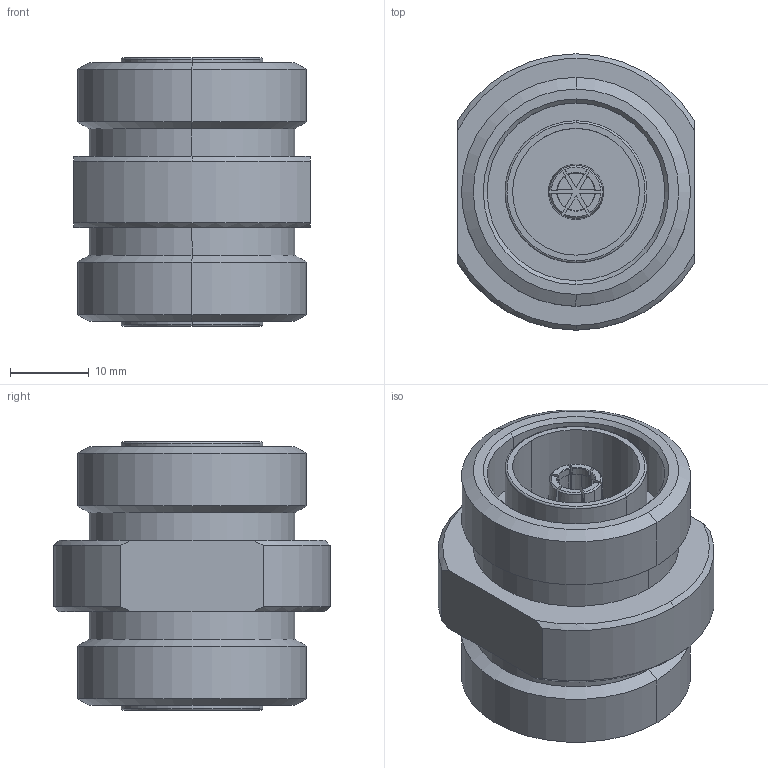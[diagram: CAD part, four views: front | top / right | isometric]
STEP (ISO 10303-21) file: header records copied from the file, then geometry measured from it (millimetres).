
FILE_DESCRIPTION (( 'STEP AP214' ), '1' );
FILE_NAME ('J01123B0001.STEP', '2016-05-03T12:26:20', ( '' ), ( '' ), 'SwSTEP 2.0', 'SolidWorks 2015', '' );
FILE_SCHEMA (( 'AUTOMOTIVE_DESIGN' ));
Length unit declared in the file: millimetre
Products named in the file (1): J01123B0001
Bounding box: 30 x 35 x 34 mm (x, y, z)
Volume: 16701.1 mm3; surface area: 8870.8 mm2
Topology: 1 solids, 1 shells, 303 faces, 796 edges, 505 vertices
Faces by surface type: cylinder 103, plane 98, cone 70, torus 32
Entity records: 12878 total; most frequent: CARTESIAN_POINT 2295, ORIENTED_EDGE 1592, DIRECTION 1465, EDGE_CURVE 796, AXIS2_PLACEMENT_3D 579, VERTEX_POINT 505, EDGE_LOOP 313, VECTOR 307
